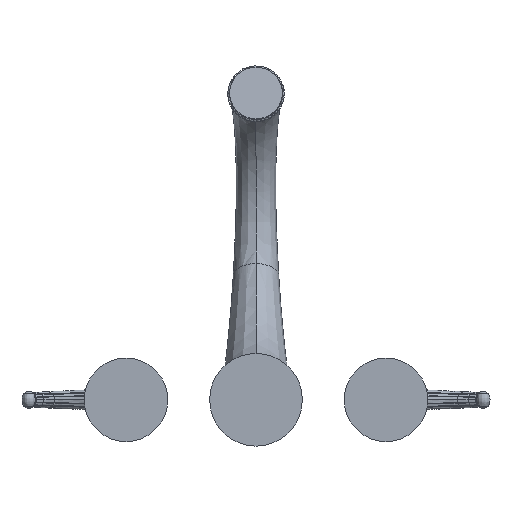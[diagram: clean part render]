
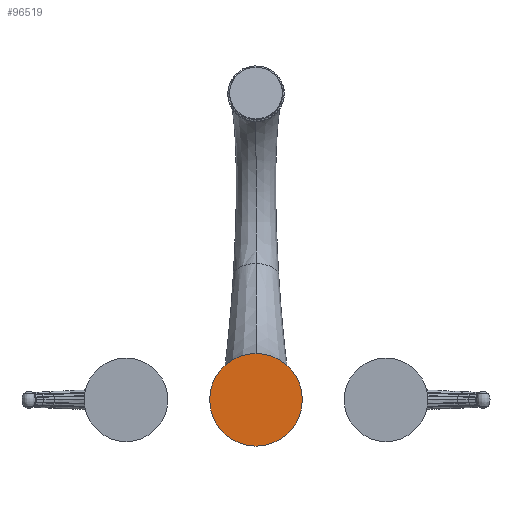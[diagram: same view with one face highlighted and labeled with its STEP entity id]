
A CAD part, front view. The second image highlights one B-rep face of the part: STEP entity #96519.
In plain terms, the highlighted planar face has unit normal (0, -1, 0).
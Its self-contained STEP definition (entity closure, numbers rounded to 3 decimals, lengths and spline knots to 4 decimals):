
#89598=CARTESIAN_POINT('',(0.,0.,0.));
#89599=DIRECTION('',(0.,1.,0.));
#89600=DIRECTION('',(1.,0.,0.));
#89601=AXIS2_PLACEMENT_3D('',#89598,#89599,#89600);
#89603=CARTESIAN_POINT('',(0.,0.,0.));
#89604=DIRECTION('',(0.,-1.,0.));
#89605=DIRECTION('',(1.,0.,0.));
#89606=AXIS2_PLACEMENT_3D('',#89603,#89604,#89605);
#90602=CARTESIAN_POINT('',(1.425,0.,0.));
#90604=VERTEX_POINT('',#90602);
#90610=CARTESIAN_POINT('',(-1.425,0.,0.));
#90612=VERTEX_POINT('',#90610);
#96510=CARTESIAN_POINT('',(0.,0.,0.));
#96511=DIRECTION('',(0.,-1.,0.));
#96512=DIRECTION('',(-1.,0.,0.));
#96513=AXIS2_PLACEMENT_3D('',#96510,#96511,#96512);
#96514=PLANE('',#96513);
#96515=ORIENTED_EDGE('',*,*,#96503,.F.);
#96516=ORIENTED_EDGE('',*,*,#96492,.T.);
#96517=EDGE_LOOP('',(#96515,#96516));
#96518=FACE_OUTER_BOUND('',#96517,.F.);
#96519=ADVANCED_FACE('',(#96518),#96514,.T.);
#89602=CIRCLE('',#89601,1.425);
#89607=CIRCLE('',#89606,1.425);
#96492=EDGE_CURVE('',#90604,#90612,#89602,.T.);
#96503=EDGE_CURVE('',#90604,#90612,#89607,.T.);
